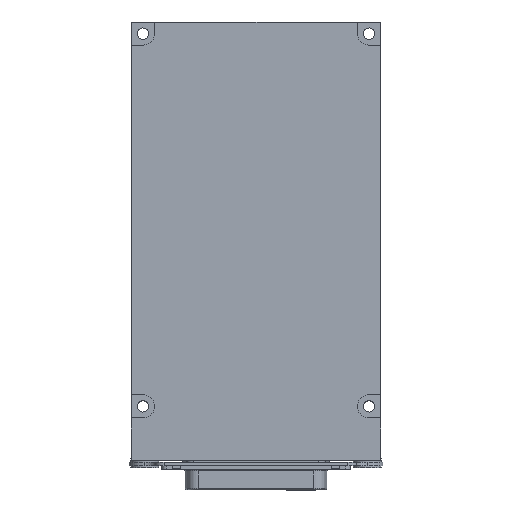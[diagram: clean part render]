
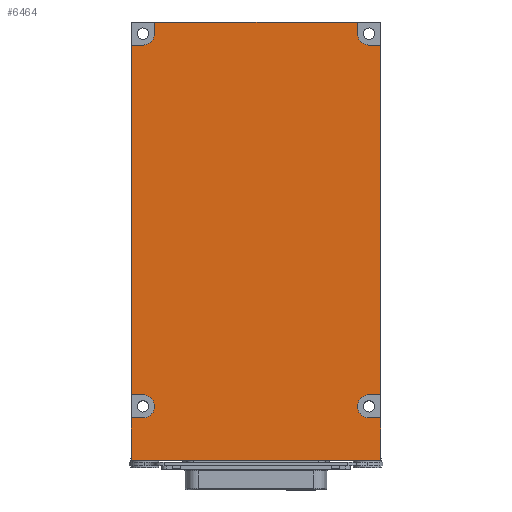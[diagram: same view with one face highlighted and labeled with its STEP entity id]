
A CAD part, top view. The second image highlights one B-rep face of the part: STEP entity #6464.
In plain terms, the highlighted planar face has unit normal (0, 0, 1).
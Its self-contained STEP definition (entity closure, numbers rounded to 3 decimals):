
#391=CIRCLE('',#10546,3.25);
#392=CIRCLE('',#10547,3.25);
#393=CIRCLE('',#10548,3.25);
#394=CIRCLE('',#10549,3.25);
#903=ORIENTED_EDGE('',*,*,#2479,.F.);
#904=ORIENTED_EDGE('',*,*,#2480,.F.);
#905=ORIENTED_EDGE('',*,*,#2481,.F.);
#906=ORIENTED_EDGE('',*,*,#2482,.F.);
#907=ORIENTED_EDGE('',*,*,#2483,.T.);
#908=ORIENTED_EDGE('',*,*,#2484,.T.);
#909=ORIENTED_EDGE('',*,*,#2485,.T.);
#910=ORIENTED_EDGE('',*,*,#2486,.F.);
#911=ORIENTED_EDGE('',*,*,#2487,.F.);
#912=ORIENTED_EDGE('',*,*,#2488,.F.);
#913=ORIENTED_EDGE('',*,*,#2489,.F.);
#914=ORIENTED_EDGE('',*,*,#2490,.F.);
#915=ORIENTED_EDGE('',*,*,#2491,.F.);
#916=ORIENTED_EDGE('',*,*,#2492,.F.);
#917=ORIENTED_EDGE('',*,*,#2493,.T.);
#918=ORIENTED_EDGE('',*,*,#2494,.T.);
#919=ORIENTED_EDGE('',*,*,#2495,.T.);
#920=ORIENTED_EDGE('',*,*,#2496,.F.);
#2479=EDGE_CURVE('',#3267,#3268,#3905,.T.);
#2480=EDGE_CURVE('',#3269,#3267,#391,.T.);
#2481=EDGE_CURVE('',#3270,#3269,#3906,.T.);
#2482=EDGE_CURVE('',#3271,#3270,#3907,.T.);
#2483=EDGE_CURVE('',#3271,#3272,#3908,.T.);
#2484=EDGE_CURVE('',#3272,#3273,#392,.F.);
#2485=EDGE_CURVE('',#3273,#3274,#3909,.T.);
#2486=EDGE_CURVE('',#3275,#3274,#3910,.T.);
#2487=EDGE_CURVE('',#3276,#3275,#3911,.T.);
#2488=EDGE_CURVE('',#3277,#3276,#3912,.T.);
#2489=EDGE_CURVE('',#3278,#3277,#3913,.T.);
#2490=EDGE_CURVE('',#3279,#3278,#393,.T.);
#2491=EDGE_CURVE('',#3280,#3279,#3914,.T.);
#2492=EDGE_CURVE('',#3281,#3280,#3915,.T.);
#2493=EDGE_CURVE('',#3281,#3282,#3916,.T.);
#2494=EDGE_CURVE('',#3282,#3283,#394,.F.);
#2495=EDGE_CURVE('',#3283,#3284,#3917,.T.);
#2496=EDGE_CURVE('',#3268,#3284,#3918,.T.);
#3267=VERTEX_POINT('',#13952);
#3268=VERTEX_POINT('',#13953);
#3269=VERTEX_POINT('',#13955);
#3270=VERTEX_POINT('',#13957);
#3271=VERTEX_POINT('',#13959);
#3272=VERTEX_POINT('',#13961);
#3273=VERTEX_POINT('',#13963);
#3274=VERTEX_POINT('',#13965);
#3275=VERTEX_POINT('',#13967);
#3276=VERTEX_POINT('',#13969);
#3277=VERTEX_POINT('',#13971);
#3278=VERTEX_POINT('',#13973);
#3279=VERTEX_POINT('',#13975);
#3280=VERTEX_POINT('',#13977);
#3281=VERTEX_POINT('',#13979);
#3282=VERTEX_POINT('',#13981);
#3283=VERTEX_POINT('',#13983);
#3284=VERTEX_POINT('',#13985);
#3905=LINE('',#13951,#4175);
#3906=LINE('',#13956,#4176);
#3907=LINE('',#13958,#4177);
#3908=LINE('',#13960,#4178);
#3909=LINE('',#13964,#4179);
#3910=LINE('',#13966,#4180);
#3911=LINE('',#13968,#4181);
#3912=LINE('',#13970,#4182);
#3913=LINE('',#13972,#4183);
#3914=LINE('',#13976,#4184);
#3915=LINE('',#13978,#4185);
#3916=LINE('',#13980,#4186);
#3917=LINE('',#13984,#4187);
#3918=LINE('',#13986,#4188);
#4175=VECTOR('',#11593,1000.);
#4176=VECTOR('',#11596,1000.);
#4177=VECTOR('',#11597,1000.);
#4178=VECTOR('',#11598,1000.);
#4179=VECTOR('',#11601,1000.);
#4180=VECTOR('',#11602,1000.);
#4181=VECTOR('',#11603,1000.);
#4182=VECTOR('',#11604,1000.);
#4183=VECTOR('',#11605,1000.);
#4184=VECTOR('',#11608,1000.);
#4185=VECTOR('',#11609,1000.);
#4186=VECTOR('',#11610,1000.);
#4187=VECTOR('',#11613,1000.);
#4188=VECTOR('',#11614,1000.);
#4445=EDGE_LOOP('',(#903,#904,#905,#906,#907,#908,#909,#910,#911,#912,#913,
#914,#915,#916,#917,#918,#919,#920));
#5367=FACE_BOUND('',#4445,.T.);
#6289=PLANE('',#10545);
#6464=ADVANCED_FACE('',(#5367),#6289,.F.);
#10545=AXIS2_PLACEMENT_3D('',#13950,#11591,#11592);
#10546=AXIS2_PLACEMENT_3D('',#13954,#11594,#11595);
#10547=AXIS2_PLACEMENT_3D('',#13962,#11599,#11600);
#10548=AXIS2_PLACEMENT_3D('',#13974,#11606,#11607);
#10549=AXIS2_PLACEMENT_3D('',#13982,#11611,#11612);
#11591=DIRECTION('',(0.,0.,-1.));
#11592=DIRECTION('',(-1.,0.,0.));
#11593=DIRECTION('',(0.,1.,0.));
#11594=DIRECTION('',(0.,0.,1.));
#11595=DIRECTION('',(1.,0.,0.));
#11596=DIRECTION('',(1.,0.,0.));
#11597=DIRECTION('',(0.,1.,0.));
#11598=DIRECTION('',(1.,0.,0.));
#11599=DIRECTION('',(0.,0.,1.));
#11600=DIRECTION('',(1.,0.,0.));
#11601=DIRECTION('',(-1.,0.,0.));
#11602=DIRECTION('',(0.,1.,0.));
#11603=DIRECTION('',(-1.,0.,0.));
#11604=DIRECTION('',(0.,-1.,0.));
#11605=DIRECTION('',(1.,0.,0.));
#11606=DIRECTION('',(0.,0.,1.));
#11607=DIRECTION('',(1.,0.,0.));
#11608=DIRECTION('',(-1.,0.,0.));
#11609=DIRECTION('',(0.,-1.,0.));
#11610=DIRECTION('',(-1.,0.,0.));
#11611=DIRECTION('',(0.,0.,1.));
#11612=DIRECTION('',(1.,0.,0.));
#11613=DIRECTION('',(0.,1.,0.));
#11614=DIRECTION('',(1.,0.,0.));
#13950=CARTESIAN_POINT('',(0.,0.,9.25));
#13951=CARTESIAN_POINT('',(-28.5,61.6,9.25));
#13952=CARTESIAN_POINT('',(-28.5,58.35,9.25));
#13953=CARTESIAN_POINT('',(-28.5,61.6,9.25));
#13954=CARTESIAN_POINT('',(-31.75,58.35,9.25));
#13955=CARTESIAN_POINT('',(-31.75,55.1,9.25));
#13956=CARTESIAN_POINT('',(-31.75,55.1,9.25));
#13957=CARTESIAN_POINT('',(-35.,55.1,9.25));
#13958=CARTESIAN_POINT('',(-35.,-61.6,9.25));
#13959=CARTESIAN_POINT('',(-35.,-43.1,9.25));
#13960=CARTESIAN_POINT('',(-31.75,-43.1,9.25));
#13961=CARTESIAN_POINT('',(-31.75,-43.1,9.25));
#13962=CARTESIAN_POINT('',(-31.75,-46.35,9.25));
#13963=CARTESIAN_POINT('',(-31.75,-49.6,9.25));
#13964=CARTESIAN_POINT('',(-35.,-49.6,9.25));
#13965=CARTESIAN_POINT('',(-35.,-49.6,9.25));
#13966=CARTESIAN_POINT('',(-35.,-61.6,9.25));
#13967=CARTESIAN_POINT('',(-35.,-61.6,9.25));
#13968=CARTESIAN_POINT('',(35.,-61.6,9.25));
#13969=CARTESIAN_POINT('',(35.,-61.6,9.25));
#13970=CARTESIAN_POINT('',(35.,61.6,9.25));
#13971=CARTESIAN_POINT('',(35.,-49.6,9.25));
#13972=CARTESIAN_POINT('',(35.,-49.6,9.25));
#13973=CARTESIAN_POINT('',(31.75,-49.6,9.25));
#13974=CARTESIAN_POINT('',(31.75,-46.35,9.25));
#13975=CARTESIAN_POINT('',(31.75,-43.1,9.25));
#13976=CARTESIAN_POINT('',(31.75,-43.1,9.25));
#13977=CARTESIAN_POINT('',(35.,-43.1,9.25));
#13978=CARTESIAN_POINT('',(35.,61.6,9.25));
#13979=CARTESIAN_POINT('',(35.,55.1,9.25));
#13980=CARTESIAN_POINT('',(31.75,55.1,9.25));
#13981=CARTESIAN_POINT('',(31.75,55.1,9.25));
#13982=CARTESIAN_POINT('',(31.75,58.35,9.25));
#13983=CARTESIAN_POINT('',(28.5,58.35,9.25));
#13984=CARTESIAN_POINT('',(28.5,61.6,9.25));
#13985=CARTESIAN_POINT('',(28.5,61.6,9.25));
#13986=CARTESIAN_POINT('',(-35.,61.6,9.25));
